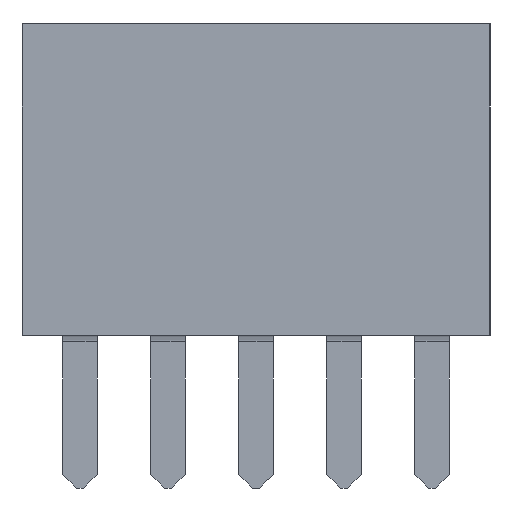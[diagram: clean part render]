
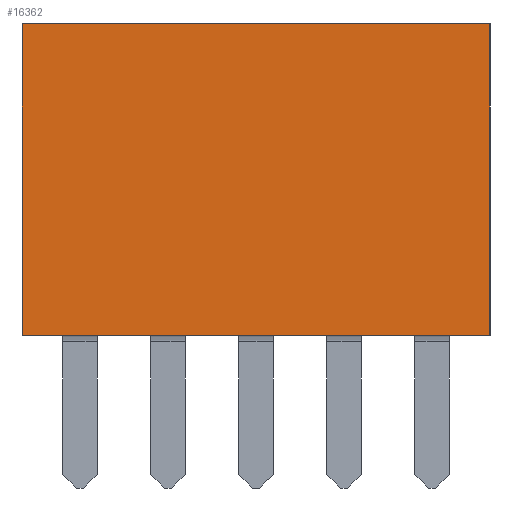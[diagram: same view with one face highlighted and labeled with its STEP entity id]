
A CAD part, front view. The second image highlights one B-rep face of the part: STEP entity #16362.
In plain terms, the highlighted face is planar.
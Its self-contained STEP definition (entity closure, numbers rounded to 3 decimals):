
#5352=ORIENTED_EDGE('',*,*,#8060,.T.);
#5353=ORIENTED_EDGE('',*,*,#8061,.T.);
#5354=ORIENTED_EDGE('',*,*,#8062,.T.);
#5355=ORIENTED_EDGE('',*,*,#8063,.T.);
#8060=EDGE_CURVE('',#9624,#9625,#11300,.T.);
#8061=EDGE_CURVE('',#9625,#9626,#11301,.T.);
#8062=EDGE_CURVE('',#9626,#9627,#11302,.T.);
#8063=EDGE_CURVE('',#9627,#9624,#11303,.T.);
#9624=VERTEX_POINT('',#27536);
#9625=VERTEX_POINT('',#27537);
#9626=VERTEX_POINT('',#27539);
#9627=VERTEX_POINT('',#27541);
#11300=LINE('',#27535,#13024);
#11301=LINE('',#27538,#13025);
#11302=LINE('',#27540,#13026);
#11303=LINE('',#27542,#13027);
#13024=VECTOR('',#22373,1000.);
#13025=VECTOR('',#22374,1000.);
#13026=VECTOR('',#22375,1000.);
#13027=VECTOR('',#22376,1000.);
#13952=EDGE_LOOP('',(#5352,#5353,#5354,#5355));
#14862=FACE_BOUND('',#13952,.T.);
#15472=PLANE('',#17898);
#16362=ADVANCED_FACE('',(#14862),#15472,.T.);
#17898=AXIS2_PLACEMENT_3D('',#27534,#22371,#22372);
#22371=DIRECTION('',(0.,1.,0.));
#22372=DIRECTION('',(0.,0.,1.));
#22373=DIRECTION('',(0.,0.,1.));
#22374=DIRECTION('',(1.,0.,0.));
#22375=DIRECTION('',(0.,0.,-1.));
#22376=DIRECTION('',(-1.,0.,0.));
#27534=CARTESIAN_POINT('',(0.,1.5,0.));
#27535=CARTESIAN_POINT('',(-3.375,1.5,-2.25));
#27536=CARTESIAN_POINT('',(-3.375,1.5,-2.25));
#27537=CARTESIAN_POINT('',(-3.375,1.5,2.25));
#27538=CARTESIAN_POINT('',(-3.375,1.5,2.25));
#27539=CARTESIAN_POINT('',(3.375,1.5,2.25));
#27540=CARTESIAN_POINT('',(3.375,1.5,2.25));
#27541=CARTESIAN_POINT('',(3.375,1.5,-2.25));
#27542=CARTESIAN_POINT('',(3.375,1.5,-2.25));
